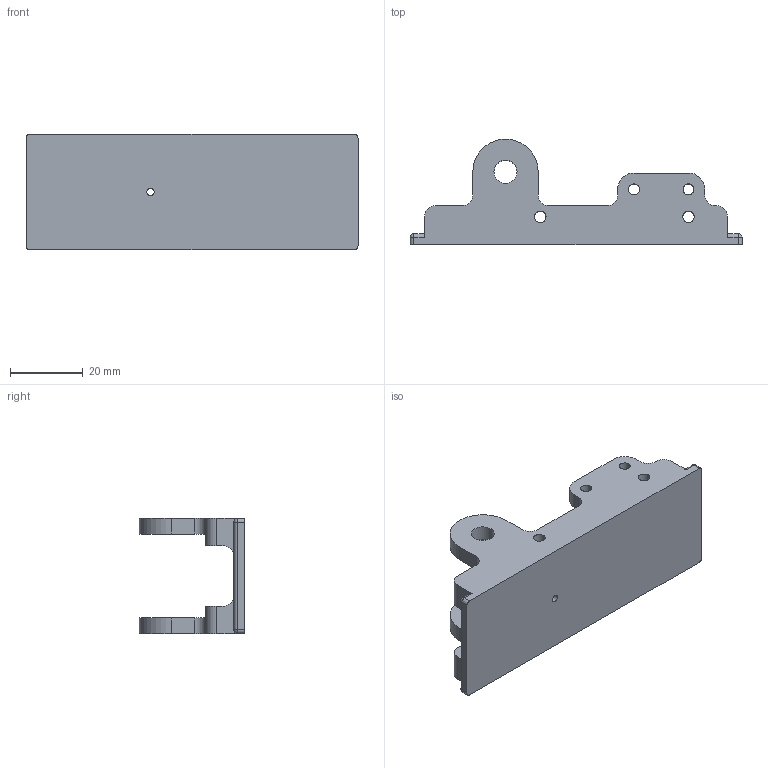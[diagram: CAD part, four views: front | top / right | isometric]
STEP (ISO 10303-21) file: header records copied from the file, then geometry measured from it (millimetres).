
FILE_DESCRIPTION (( 'STEP AP203' ), '1' );
FILE_NAME ('c1_m.STEP', '2015-02-27T23:04:21', ( '' ), ( '' ), 'SwSTEP 2.0', 'SolidWorks 2013', '' );
FILE_SCHEMA (( 'CONFIG_CONTROL_DESIGN' ));
Length unit declared in the file: millimetre
Products named in the file (1): c1_m
Bounding box: 91.5 x 29.11 x 31.75 mm (x, y, z)
Volume: 22456.8 mm3; surface area: 11845.6 mm2
Topology: 1 solids, 1 shells, 84 faces, 238 edges, 152 vertices
Faces by surface type: cylinder 52, plane 28, sphere 4
Entity records: 2847 total; most frequent: DIRECTION 508, CARTESIAN_POINT 471, ORIENTED_EDGE 468, EDGE_CURVE 234, AXIS2_PLACEMENT_3D 189, VERTEX_POINT 152, VECTOR 130, LINE 130
